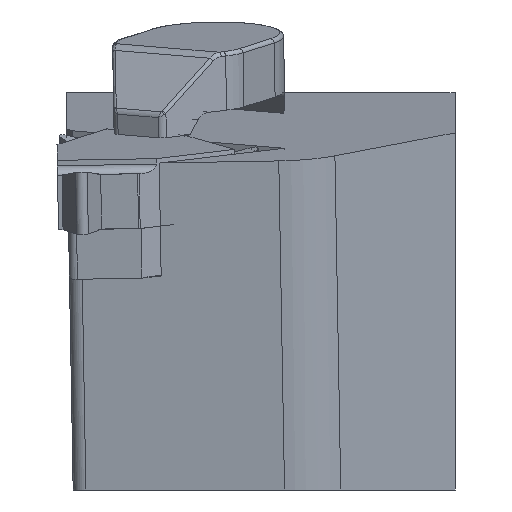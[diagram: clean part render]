
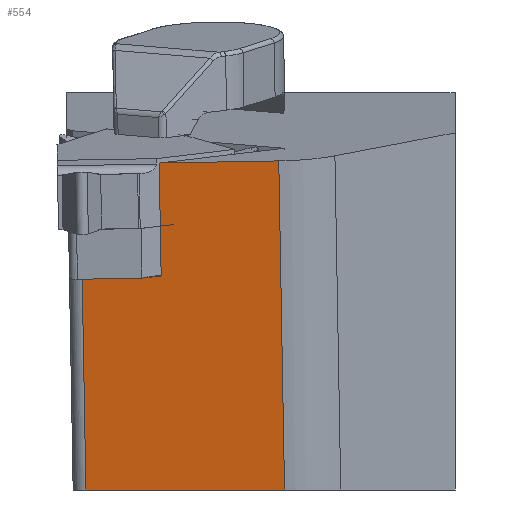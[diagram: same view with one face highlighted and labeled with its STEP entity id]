
A CAD part, left-side view. The second image highlights one B-rep face of the part: STEP entity #554.
In plain terms, the highlighted planar face has unit normal (-0.985, -0.003, -0.174).
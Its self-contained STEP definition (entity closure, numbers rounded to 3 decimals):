
#554=ADVANCED_FACE('',(#709),#648,.T.);
#648=PLANE('',#2280);
#709=FACE_OUTER_BOUND('',#808,.T.);
#808=EDGE_LOOP('',(#1382,#1383,#1384,#1385,#1386,#1387,#1388));
#883=LINE('',#2935,#1066);
#887=LINE('',#2945,#1070);
#917=LINE('',#3015,#1100);
#921=LINE('',#3027,#1104);
#936=LINE('',#3059,#1119);
#943=LINE('',#3074,#1126);
#950=LINE('',#3089,#1133);
#1066=VECTOR('',#2416,1.);
#1070=VECTOR('',#2424,1.);
#1100=VECTOR('',#2482,1.);
#1104=VECTOR('',#2494,1.);
#1119=VECTOR('',#2519,1.);
#1126=VECTOR('',#2532,1.);
#1133=VECTOR('',#2551,1.);
#1382=ORIENTED_EDGE('',*,*,#1937,.T.);
#1383=ORIENTED_EDGE('',*,*,#2000,.F.);
#1384=ORIENTED_EDGE('',*,*,#2008,.F.);
#1385=ORIENTED_EDGE('',*,*,#2015,.T.);
#1386=ORIENTED_EDGE('',*,*,#1983,.F.);
#1387=ORIENTED_EDGE('',*,*,#1977,.T.);
#1388=ORIENTED_EDGE('',*,*,#1942,.T.);
#1769=VERTEX_POINT('',#2933);
#1771=VERTEX_POINT('',#2936);
#1775=VERTEX_POINT('',#2946);
#1801=VERTEX_POINT('',#3016);
#1805=VERTEX_POINT('',#3028);
#1816=VERTEX_POINT('',#3058);
#1821=VERTEX_POINT('',#3073);
#1937=EDGE_CURVE('',#1771,#1769,#883,.T.);
#1942=EDGE_CURVE('',#1775,#1771,#887,.T.);
#1977=EDGE_CURVE('',#1801,#1775,#917,.T.);
#1983=EDGE_CURVE('',#1801,#1805,#921,.T.);
#2000=EDGE_CURVE('',#1816,#1769,#936,.T.);
#2008=EDGE_CURVE('',#1821,#1816,#943,.T.);
#2015=EDGE_CURVE('',#1821,#1805,#950,.T.);
#2280=AXIS2_PLACEMENT_3D('',#3090,#2552,#2553);
#2416=DIRECTION('',(0.,1.,-0.017));
#2424=DIRECTION('',(0.174,-0.017,-0.985));
#2482=DIRECTION('',(0.174,-0.017,-0.985));
#2494=DIRECTION('',(0.,-1.,0.017));
#2519=DIRECTION('',(-0.174,0.017,0.985));
#2532=DIRECTION('',(-0.003,1.,0.));
#2551=DIRECTION('',(-0.174,0.017,0.985));
#2552=DIRECTION('',(-0.985,-0.003,-0.174));
#2553=DIRECTION('',(-0.174,0.,0.985));
#2933=CARTESIAN_POINT('',(-141.971,36.472,0.88));
#2935=CARTESIAN_POINT('',(-141.971,23.982,1.098));
#2936=CARTESIAN_POINT('',(-141.971,31.503,0.967));
#2945=CARTESIAN_POINT('',(-144.425,31.746,14.883));
#2946=CARTESIAN_POINT('',(-142.523,31.558,4.098));
#3015=CARTESIAN_POINT('',(-144.425,31.746,14.883));
#3016=CARTESIAN_POINT('',(-143.223,31.627,8.066));
#3027=CARTESIAN_POINT('',(-143.223,13.037,8.391));
#3028=CARTESIAN_POINT('',(-143.223,24.106,8.198));
#3058=CARTESIAN_POINT('',(-139.611,36.238,-12.5));
#3059=CARTESIAN_POINT('',(-173.012,39.544,176.893));
#3073=CARTESIAN_POINT('',(-139.573,23.745,-12.5));
#3074=CARTESIAN_POINT('',(-139.54,13.041,-12.5));
#3089=CARTESIAN_POINT('',(-173.012,27.055,177.111));
#3090=CARTESIAN_POINT('',(-173.012,27.055,177.111));
